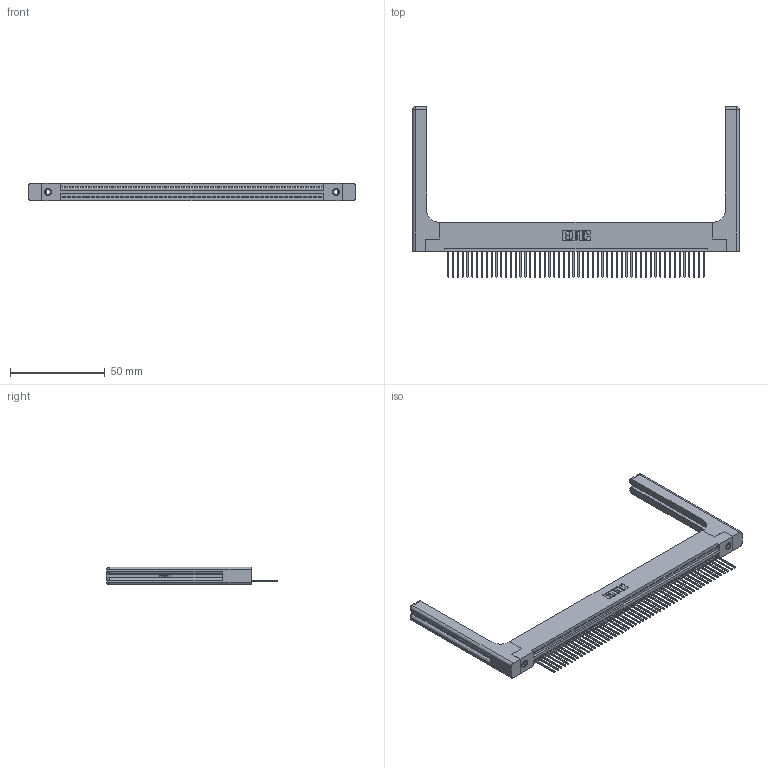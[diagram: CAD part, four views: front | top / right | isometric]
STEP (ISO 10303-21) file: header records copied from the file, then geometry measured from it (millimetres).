
FILE_DESCRIPTION (( 'STEP AP203' ), '1' );
FILE_NAME ('395-054-540-158.STEP', '2019-10-23T17:36:52', ( '' ), ( '' ), 'SwSTEP 2.0', 'SolidWorks 2016', '' );
FILE_SCHEMA (( 'CONFIG_CONTROL_DESIGN' ));
Length unit declared in the file: inch
Products named in the file (5): 395-054-540-158; 345 Part_Flush Mounting Lugs - 0.156 Dia-TH; 345-292-001_345-293-140; 345-220-058_345-220-058; 345-250-001_345-250-001-102
Assembly tree (59 placements, depth 2):
  395-054-540-158
    345 Part_Flush Mounting Lugs - 0.156 Dia-TH
    345-292-001_345-293-140  x54
    345-250-001_345-250-001-102  x2
    345-220-058_345-220-058  x2
Bounding box: 172.19 x 90.09 x 9.4 mm (x, y, z)
Volume: 25030.8 mm3; surface area: 27956.2 mm2
Topology: 59 solids, 59 shells, 3514 faces, 10511 edges, 6914 vertices
Faces by surface type: plane 2388, cylinder 1066, bspline 36, cone 12, sphere 8, torus 4
Entity records: 44226 total; most frequent: CARTESIAN_POINT 8631, ORIENTED_EDGE 7416, DIRECTION 6468, EDGE_CURVE 3708, VECTOR 3268, LINE 3268, VERTEX_POINT 2462, AXIS2_PLACEMENT_3D 1600
